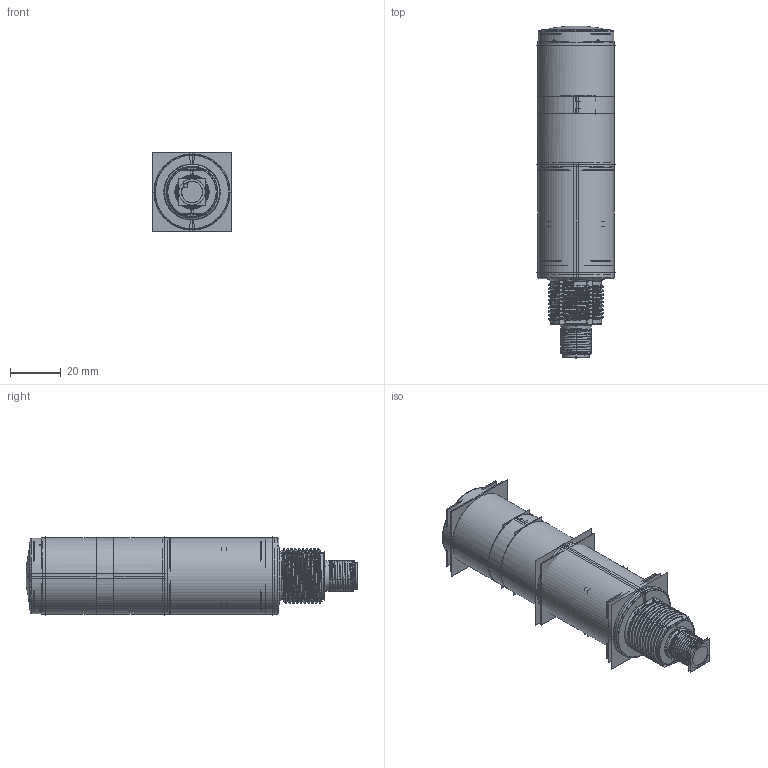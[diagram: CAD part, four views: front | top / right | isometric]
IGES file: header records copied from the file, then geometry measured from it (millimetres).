
Start section:  PTC IGES file: 204590.igs
Global section: file name: 204590.igs; native system: Creo Parametric by PTC Inc.; preprocessor: 2016260; author: pdmadmin; organization: Unknown; date: 20180509.143555; units: millimetre
Bounding box: 31.23 x 130.78 x 31.23 mm (x, y, z)
Volume: 32232.5 mm3; surface area: 174869.8 mm2
Topology: 7 solids, 7 shells, 1890 faces, 9148 edges, 11309 vertices
Faces by surface type: bspline 1112, revolution 778
